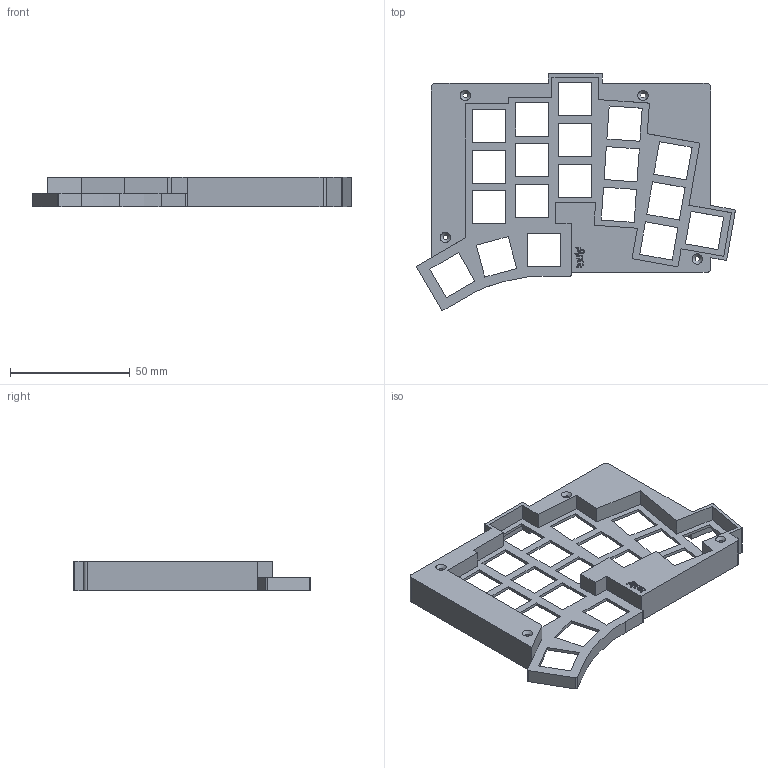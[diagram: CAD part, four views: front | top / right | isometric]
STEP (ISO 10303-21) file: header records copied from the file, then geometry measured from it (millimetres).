
FILE_DESCRIPTION(/* description */ (''),/* implementation_level */ '2;1');
FILE_NAME(/* name */ 'TOTEM case_v06 v6_Rtop.step',/* time_stamp */ '2022-09-24T21:09:01+02:00',/* author */ (''),/* organization */ (''),/* preprocessor_version */ 'ST-DEVELOPER v19',/* originating_system */ 'Autodesk Translation Framework v11.7.0.108',/* authorisation */ '');
FILE_SCHEMA (('AUTOMOTIVE_DESIGN { 1 0 10303 214 3 1 1 }'));
Length unit declared in the file: millimetre
Products named in the file (1): TOTEM case_v06
Bounding box: 133.1 x 99.01 x 12.5 mm (x, y, z)
Volume: 18995.7 mm3; surface area: 27639.6 mm2
Topology: 1 solids, 1 shells, 450 faces, 1239 edges, 821 vertices
Faces by surface type: plane 359, bspline 43, cylinder 37, cone 11
Full cylindrical faces by diameter (mm): 2 x4, 3.2 x4
Entity records: 14411 total; most frequent: CARTESIAN_POINT 3151, ORIENTED_EDGE 2478, DIRECTION 2055, EDGE_CURVE 1239, LINE 1065, VECTOR 1065, VERTEX_POINT 821, EDGE_LOOP 526
